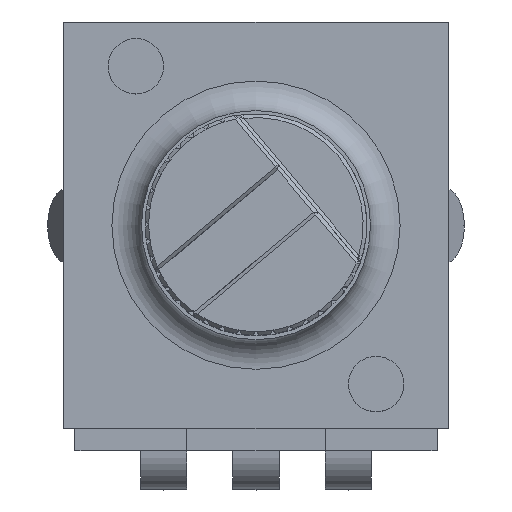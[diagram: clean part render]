
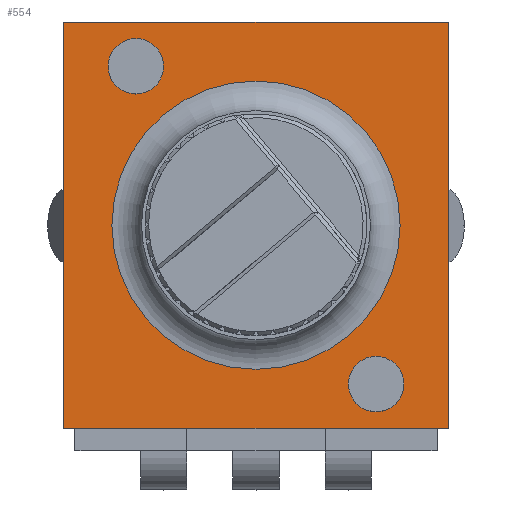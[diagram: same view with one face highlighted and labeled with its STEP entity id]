
A CAD part, top view. The second image highlights one B-rep face of the part: STEP entity #554.
In plain terms, the highlighted planar face has unit normal (0, 0, 1).
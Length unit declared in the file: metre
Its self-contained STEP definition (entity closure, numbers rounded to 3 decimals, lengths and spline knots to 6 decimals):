
#554 = ADVANCED_FACE( '', ( #1244, #1245, #1246, #1247 ), #1248, .T. );
#1244 = FACE_BOUND( '', #2075, .T. );
#1245 = FACE_BOUND( '', #2076, .T. );
#1246 = FACE_BOUND( '', #2077, .T. );
#1247 = FACE_OUTER_BOUND( '', #2078, .T. );
#1248 = PLANE( '', #2079 );
#2075 = EDGE_LOOP( '', ( #3621 ) );
#2076 = EDGE_LOOP( '', ( #3622 ) );
#2077 = EDGE_LOOP( '', ( #3623 ) );
#2078 = EDGE_LOOP( '', ( #3624, #3625, #3626, #3627 ) );
#2079 = AXIS2_PLACEMENT_3D( '', #3628, #3629, #3630 );
#3621 = ORIENTED_EDGE( '', *, *, #5574, .T. );
#3622 = ORIENTED_EDGE( '', *, *, #5306, .F. );
#3623 = ORIENTED_EDGE( '', *, *, #5359, .F. );
#3624 = ORIENTED_EDGE( '', *, *, #5575, .T. );
#3625 = ORIENTED_EDGE( '', *, *, #5381, .T. );
#3626 = ORIENTED_EDGE( '', *, *, #5572, .T. );
#3627 = ORIENTED_EDGE( '', *, *, #5080, .F. );
#3628 = CARTESIAN_POINT( '', ( 0., 0., 0.0051 ) );
#3629 = DIRECTION( '', ( 0., 0., 1. ) );
#3630 = DIRECTION( '', ( 0., -1., 0. ) );
#5080 = EDGE_CURVE( '', #6137, #6139, #6140, .T. );
#5306 = EDGE_CURVE( '', #6518, #6518, #6519, .T. );
#5359 = EDGE_CURVE( '', #6599, #6599, #6600, .T. );
#5381 = EDGE_CURVE( '', #6612, #6635, #6637, .T. );
#5572 = EDGE_CURVE( '', #6635, #6139, #6917, .T. );
#5574 = EDGE_CURVE( '', #6919, #6919, #6920, .F. );
#5575 = EDGE_CURVE( '', #6137, #6612, #6921, .T. );
#6137 = VERTEX_POINT( '', #7646 );
#6139 = VERTEX_POINT( '', #7649 );
#6140 = LINE( '', #7650, #7651 );
#6518 = VERTEX_POINT( '', #8226 );
#6519 = CIRCLE( '', #8227, 0.00075 );
#6599 = VERTEX_POINT( '', #8351 );
#6600 = CIRCLE( '', #8352, 0.00075 );
#6612 = VERTEX_POINT( '', #8367 );
#6635 = VERTEX_POINT( '', #8402 );
#6637 = LINE( '', #8405, #8406 );
#6917 = LINE( '', #8847, #8848 );
#6919 = VERTEX_POINT( '', #8850 );
#6920 = CIRCLE( '', #8851, 0.0039 );
#6921 = LINE( '', #8852, #8853 );
#7646 = CARTESIAN_POINT( '', ( -0.0052, -0.0055, 0.0051 ) );
#7649 = CARTESIAN_POINT( '', ( -0.0052, 0.0055, 0.0051 ) );
#7650 = CARTESIAN_POINT( '', ( -0.0052, 0.0055, 0.0051 ) );
#7651 = VECTOR( '', #9602, 1. );
#8226 = CARTESIAN_POINT( '', ( 0.00325, -0.00505, 0.0051 ) );
#8227 = AXIS2_PLACEMENT_3D( '', #9827, #9828, #9829 );
#8351 = CARTESIAN_POINT( '', ( -0.00325, 0.00355, 0.0051 ) );
#8352 = AXIS2_PLACEMENT_3D( '', #9886, #9887, #9888 );
#8367 = CARTESIAN_POINT( '', ( 0.0052, -0.0055, 0.0051 ) );
#8402 = CARTESIAN_POINT( '', ( 0.0052, 0.0055, 0.0051 ) );
#8405 = CARTESIAN_POINT( '', ( 0.0052, 0.0055, 0.0051 ) );
#8406 = VECTOR( '', #9911, 1. );
#8847 = CARTESIAN_POINT( '', ( -0.0049, 0.0055, 0.0051 ) );
#8848 = VECTOR( '', #10091, 1. );
#8850 = CARTESIAN_POINT( '', ( 0., -0.0039, 0.0051 ) );
#8851 = AXIS2_PLACEMENT_3D( '', #10092, #10093, #10094 );
#8852 = CARTESIAN_POINT( '', ( -0.0049, -0.0055, 0.0051 ) );
#8853 = VECTOR( '', #10095, 1. );
#9602 = DIRECTION( '', ( 0., 1., 0. ) );
#9827 = CARTESIAN_POINT( '', ( 0.00325, -0.0043, 0.0051 ) );
#9828 = DIRECTION( '', ( 0., 0., 1. ) );
#9829 = DIRECTION( '', ( 0., -1., 0. ) );
#9886 = CARTESIAN_POINT( '', ( -0.00325, 0.0043, 0.0051 ) );
#9887 = DIRECTION( '', ( 0., 0., 1. ) );
#9888 = DIRECTION( '', ( 0., -1., 0. ) );
#9911 = DIRECTION( '', ( 0., 1., 0. ) );
#10091 = DIRECTION( '', ( -1., 0., 0. ) );
#10092 = CARTESIAN_POINT( '', ( 0., 0., 0.0051 ) );
#10093 = DIRECTION( '', ( 0., 0., 1. ) );
#10094 = DIRECTION( '', ( 0., -1., 0. ) );
#10095 = DIRECTION( '', ( 1., 0., 0. ) );
